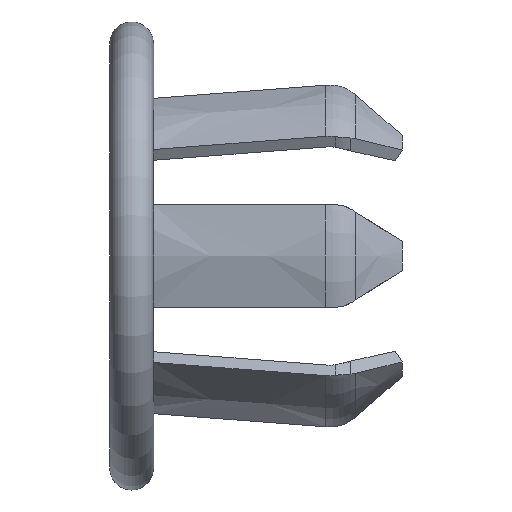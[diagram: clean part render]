
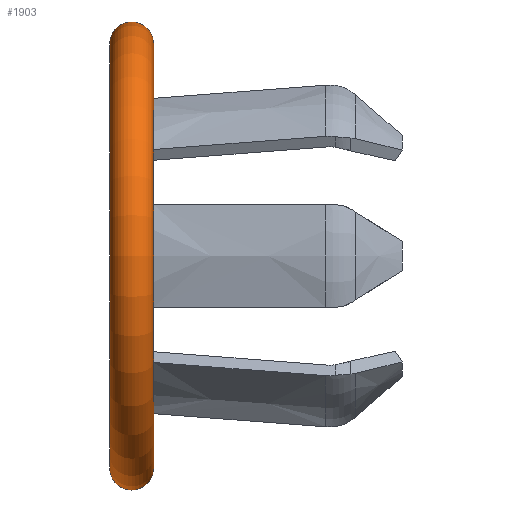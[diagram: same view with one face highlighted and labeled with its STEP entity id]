
A CAD part, left-side view. The second image highlights one B-rep face of the part: STEP entity #1903.
In plain terms, the highlighted toroidal (fillet/blend) face has major radius 7.25 mm and minor radius 0.75 mm.
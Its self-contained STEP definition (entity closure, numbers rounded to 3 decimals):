
#27 = EDGE_LOOP ( 'NONE', ( #1624, #1337, #1281, #532 ) ) ;
#82 = DIRECTION ( 'NONE',  ( 0., 0., 1. ) ) ;
#245 = VERTEX_POINT ( 'NONE', #945 ) ;
#486 = TOROIDAL_SURFACE ( 'NONE', #1942, 7.25, 0.75 ) ;
#506 = VERTEX_POINT ( 'NONE', #1103 ) ;
#532 = ORIENTED_EDGE ( 'NONE', *, *, #2793, .F. ) ;
#648 = CARTESIAN_POINT ( 'NONE',  ( 0., -0.75, 0. ) ) ;
#680 = AXIS2_PLACEMENT_3D ( 'NONE', #2773, #1424, #82 ) ;
#694 = DIRECTION ( 'NONE',  ( 1., 0., 0. ) ) ;
#819 = VERTEX_POINT ( 'NONE', #1244 ) ;
#863 = DIRECTION ( 'NONE',  ( 0., 0., 1. ) ) ;
#936 = DIRECTION ( 'NONE',  ( 0., 1., 0. ) ) ;
#945 = CARTESIAN_POINT ( 'NONE',  ( 0., -1.5, -7.25 ) ) ;
#1103 = CARTESIAN_POINT ( 'NONE',  ( 0., 0., -7.25 ) ) ;
#1104 = CIRCLE ( 'NONE', #680, 0.75 ) ;
#1207 = CARTESIAN_POINT ( 'NONE',  ( 0., -1.5, 0. ) ) ;
#1244 = CARTESIAN_POINT ( 'NONE',  ( 0., -1.5, 7.25 ) ) ;
#1281 = ORIENTED_EDGE ( 'NONE', *, *, #2140, .T. ) ;
#1337 = ORIENTED_EDGE ( 'NONE', *, *, #2676, .T. ) ;
#1424 = DIRECTION ( 'NONE',  ( -1., 0., 0. ) ) ;
#1445 = DIRECTION ( 'NONE',  ( 0., 0., 1. ) ) ;
#1604 = CIRCLE ( 'NONE', #1680, 7.25 ) ;
#1624 = ORIENTED_EDGE ( 'NONE', *, *, #2728, .F. ) ;
#1680 = AXIS2_PLACEMENT_3D ( 'NONE', #1207, #2795, #1445 ) ;
#1828 = AXIS2_PLACEMENT_3D ( 'NONE', #2039, #694, #2267 ) ;
#1902 = VERTEX_POINT ( 'NONE', #2657 ) ;
#1903 = ADVANCED_FACE ( 'NONE', ( #2662 ), #486, .T. ) ;
#1942 = AXIS2_PLACEMENT_3D ( 'NONE', #648, #1985, #863 ) ;
#1977 = AXIS2_PLACEMENT_3D ( 'NONE', #2302, #936, #2519 ) ;
#1985 = DIRECTION ( 'NONE',  ( 0., 1., 0. ) ) ;
#2039 = CARTESIAN_POINT ( 'NONE',  ( 0., -0.75, -7.25 ) ) ;
#2061 = CIRCLE ( 'NONE', #1977, 7.25 ) ;
#2140 = EDGE_CURVE ( 'NONE', #819, #1902, #1104, .T. ) ;
#2205 = CIRCLE ( 'NONE', #1828, 0.75 ) ;
#2267 = DIRECTION ( 'NONE',  ( 0., 0., -1. ) ) ;
#2302 = CARTESIAN_POINT ( 'NONE',  ( 0., 0., 0. ) ) ;
#2519 = DIRECTION ( 'NONE',  ( 0., 0., 1. ) ) ;
#2657 = CARTESIAN_POINT ( 'NONE',  ( 0., 0., 7.25 ) ) ;
#2662 = FACE_OUTER_BOUND ( 'NONE', #27, .T. ) ;
#2676 = EDGE_CURVE ( 'NONE', #245, #819, #1604, .T. ) ;
#2728 = EDGE_CURVE ( 'NONE', #245, #506, #2205, .T. ) ;
#2773 = CARTESIAN_POINT ( 'NONE',  ( 0., -0.75, 7.25 ) ) ;
#2793 = EDGE_CURVE ( 'NONE', #506, #1902, #2061, .T. ) ;
#2795 = DIRECTION ( 'NONE',  ( 0., 1., 0. ) ) ;
